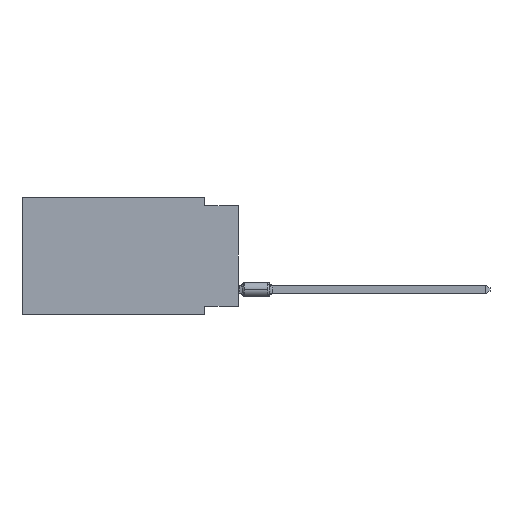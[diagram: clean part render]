
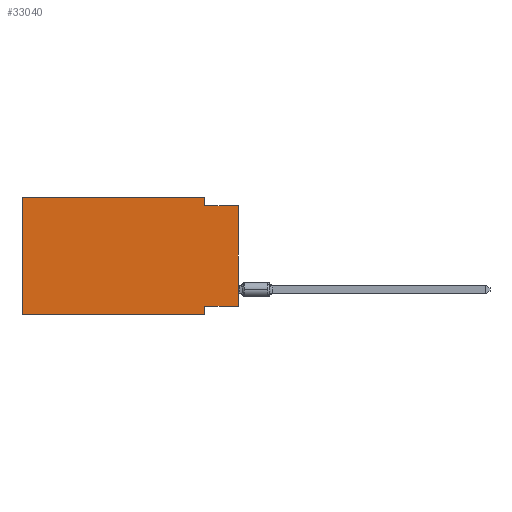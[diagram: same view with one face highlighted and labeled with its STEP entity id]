
A CAD part, left-side view. The second image highlights one B-rep face of the part: STEP entity #33040.
In plain terms, the highlighted planar face has unit normal (-1, 0, 0).
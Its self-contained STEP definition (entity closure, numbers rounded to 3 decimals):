
#37 = ORIENTED_EDGE ( 'NONE', *, *, #18645, .T. ) ;
#221 = EDGE_CURVE ( 'NONE', #4321, #19300, #4703, .T. ) ;
#1414 = LINE ( 'NONE', #27830, #30898 ) ;
#2691 = CARTESIAN_POINT ( 'NONE',  ( 0., 2.54, -8.255 ) ) ;
#2763 = ORIENTED_EDGE ( 'NONE', *, *, #31250, .F. ) ;
#3282 = VECTOR ( 'NONE', #25683, 1000. ) ;
#3497 = CARTESIAN_POINT ( 'NONE',  ( 0., 2.54, -8.89 ) ) ;
#4287 = EDGE_CURVE ( 'NONE', #38691, #39958, #23611, .T. ) ;
#4321 = VERTEX_POINT ( 'NONE', #10419 ) ;
#4556 = VERTEX_POINT ( 'NONE', #2691 ) ;
#4703 = LINE ( 'NONE', #24702, #26027 ) ;
#6375 = VECTOR ( 'NONE', #26471, 1000. ) ;
#6910 = CARTESIAN_POINT ( 'NONE',  ( 0., 2.54, 0. ) ) ;
#7590 = CARTESIAN_POINT ( 'NONE',  ( 0., 0., -0.635 ) ) ;
#7693 = ORIENTED_EDGE ( 'NONE', *, *, #40802, .F. ) ;
#7939 = LINE ( 'NONE', #30694, #6375 ) ;
#10419 = CARTESIAN_POINT ( 'NONE',  ( 0., 16.383, -8.89 ) ) ;
#10604 = VERTEX_POINT ( 'NONE', #25178 ) ;
#11269 = VERTEX_POINT ( 'NONE', #16168 ) ;
#11981 = VECTOR ( 'NONE', #20138, 1000. ) ;
#11991 = DIRECTION ( 'NONE',  ( 0., 1., 0. ) ) ;
#13826 = CARTESIAN_POINT ( 'NONE',  ( 0., 16.383, 0. ) ) ;
#14424 = DIRECTION ( 'NONE',  ( 0., -1., 0. ) ) ;
#16168 = CARTESIAN_POINT ( 'NONE',  ( 0., 2.54, -0.635 ) ) ;
#16815 = DIRECTION ( 'NONE',  ( 0., -1., 0. ) ) ;
#18099 = VECTOR ( 'NONE', #33016, 1000. ) ;
#18645 = EDGE_CURVE ( 'NONE', #10604, #28654, #29614, .T. ) ;
#18739 = CARTESIAN_POINT ( 'NONE',  ( 0., 16.383, 0. ) ) ;
#19140 = FACE_OUTER_BOUND ( 'NONE', #33209, .T. ) ;
#19300 = VERTEX_POINT ( 'NONE', #40314 ) ;
#20138 = DIRECTION ( 'NONE',  ( 0., 0., -1. ) ) ;
#20683 = ORIENTED_EDGE ( 'NONE', *, *, #21813, .F. ) ;
#21059 = ORIENTED_EDGE ( 'NONE', *, *, #221, .T. ) ;
#21220 = VECTOR ( 'NONE', #16815, 1000. ) ;
#21326 = CARTESIAN_POINT ( 'NONE',  ( 0., 16.383, 0. ) ) ;
#21728 = DIRECTION ( 'NONE',  ( 0., -1., 0. ) ) ;
#21813 = EDGE_CURVE ( 'NONE', #4556, #19300, #32883, .T. ) ;
#22431 = EDGE_CURVE ( 'NONE', #4321, #38691, #7939, .T. ) ;
#23611 = LINE ( 'NONE', #13826, #21220 ) ;
#24330 = VECTOR ( 'NONE', #11991, 1000. ) ;
#24702 = CARTESIAN_POINT ( 'NONE',  ( 0., 16.383, -8.89 ) ) ;
#25178 = CARTESIAN_POINT ( 'NONE',  ( 0., 0., -8.255 ) ) ;
#25310 = ORIENTED_EDGE ( 'NONE', *, *, #28872, .F. ) ;
#25683 = DIRECTION ( 'NONE',  ( 0., 0., -1. ) ) ;
#25945 = PLANE ( 'NONE',  #40968 ) ;
#26027 = VECTOR ( 'NONE', #21728, 1000. ) ;
#26471 = DIRECTION ( 'NONE',  ( 0., 0., 1. ) ) ;
#27830 = CARTESIAN_POINT ( 'NONE',  ( 0., 0., -0.635 ) ) ;
#28654 = VERTEX_POINT ( 'NONE', #7590 ) ;
#28872 = EDGE_CURVE ( 'NONE', #39958, #11269, #33116, .T. ) ;
#29445 = CARTESIAN_POINT ( 'NONE',  ( 0., 2.54, 0. ) ) ;
#29614 = LINE ( 'NONE', #36185, #18099 ) ;
#30694 = CARTESIAN_POINT ( 'NONE',  ( 0., 16.383, 0. ) ) ;
#30898 = VECTOR ( 'NONE', #14424, 1000. ) ;
#31250 = EDGE_CURVE ( 'NONE', #10604, #4556, #37304, .T. ) ;
#31920 = DIRECTION ( 'NONE',  ( 1., 0., 0. ) ) ;
#32506 = ORIENTED_EDGE ( 'NONE', *, *, #22431, .F. ) ;
#32883 = LINE ( 'NONE', #3497, #3282 ) ;
#33016 = DIRECTION ( 'NONE',  ( 0., 0., 1. ) ) ;
#33040 = ADVANCED_FACE ( 'NONE', ( #19140 ), #25945, .F. ) ;
#33116 = LINE ( 'NONE', #6910, #11981 ) ;
#33153 = ORIENTED_EDGE ( 'NONE', *, *, #4287, .F. ) ;
#33209 = EDGE_LOOP ( 'NONE', ( #37, #7693, #25310, #33153, #32506, #21059, #20683, #2763 ) ) ;
#34530 = CARTESIAN_POINT ( 'NONE',  ( 0., 0., -8.255 ) ) ;
#35115 = DIRECTION ( 'NONE',  ( 0., 0., -1. ) ) ;
#36185 = CARTESIAN_POINT ( 'NONE',  ( 0., 0., 0. ) ) ;
#37304 = LINE ( 'NONE', #34530, #24330 ) ;
#38691 = VERTEX_POINT ( 'NONE', #21326 ) ;
#39958 = VERTEX_POINT ( 'NONE', #29445 ) ;
#40314 = CARTESIAN_POINT ( 'NONE',  ( 0., 2.54, -8.89 ) ) ;
#40802 = EDGE_CURVE ( 'NONE', #11269, #28654, #1414, .T. ) ;
#40968 = AXIS2_PLACEMENT_3D ( 'NONE', #18739, #31920, #35115 ) ;
